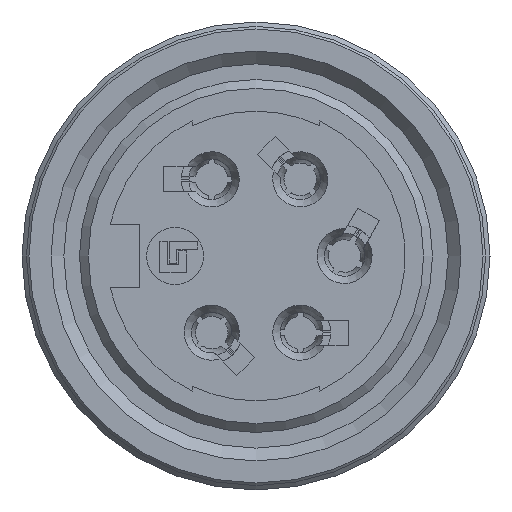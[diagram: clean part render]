
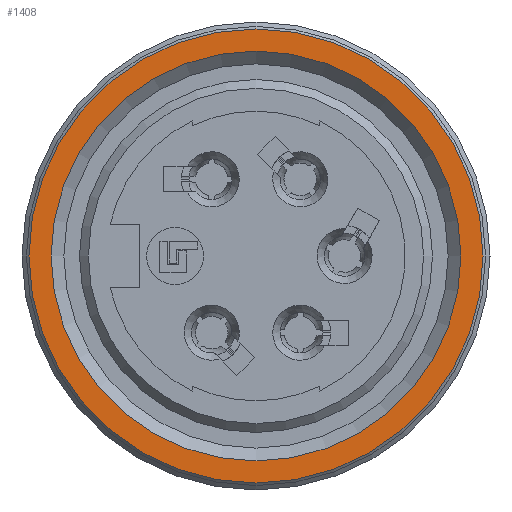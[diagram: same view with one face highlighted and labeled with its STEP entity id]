
A CAD part, left-side view. The second image highlights one B-rep face of the part: STEP entity #1408.
In plain terms, the highlighted planar face has unit normal (-1, 0, 0).
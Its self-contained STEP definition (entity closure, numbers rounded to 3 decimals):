
#1408=ADVANCED_FACE('',(#1876,#1877),#1705,.T.);
#1705=PLANE('',#5473);
#1876=FACE_BOUND('',#1950,.T.);
#1877=FACE_BOUND('',#1951,.T.);
#1950=EDGE_LOOP('',(#2289));
#1951=EDGE_LOOP('',(#2290));
#2289=ORIENTED_EDGE('',*,*,#4441,.T.);
#2290=ORIENTED_EDGE('',*,*,#4442,.T.);
#3895=VERTEX_POINT('',#7611);
#3896=VERTEX_POINT('',#7613);
#4441=EDGE_CURVE('',#3895,#3895,#5244,.T.);
#4442=EDGE_CURVE('',#3896,#3896,#5245,.T.);
#5244=CIRCLE('',#5471,8.1);
#5245=CIRCLE('',#5472,8.975);
#5471=AXIS2_PLACEMENT_3D('',#7610,#6084,#6085);
#5472=AXIS2_PLACEMENT_3D('',#7612,#6086,#6087);
#5473=AXIS2_PLACEMENT_3D('',#7614,#6088,#6089);
#6084=DIRECTION('',(1.,0.,0.));
#6085=DIRECTION('',(0.,-1.,0.));
#6086=DIRECTION('',(-1.,0.,0.));
#6087=DIRECTION('',(0.,-1.,0.));
#6088=DIRECTION('',(-1.,0.,0.));
#6089=DIRECTION('',(0.,-1.,0.));
#7610=CARTESIAN_POINT('',(-0.2,0.,0.));
#7611=CARTESIAN_POINT('',(-0.2,-8.1,0.));
#7612=CARTESIAN_POINT('',(-0.2,0.,0.));
#7613=CARTESIAN_POINT('',(-0.2,-8.975,0.));
#7614=CARTESIAN_POINT('',(-0.2,0.,0.));
